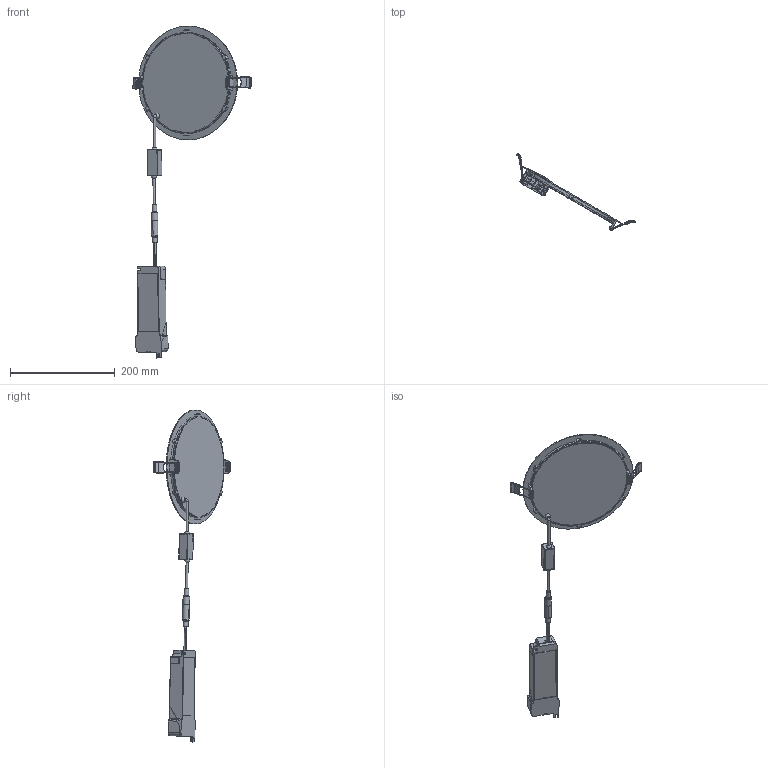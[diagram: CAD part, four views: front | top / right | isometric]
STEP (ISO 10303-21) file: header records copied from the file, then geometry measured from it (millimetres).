
FILE_DESCRIPTION (( 'STEP AP214' ), '1' );
FILE_NAME ('DL_SLIM_ALU_DN205.STEP', '2024-10-30T13:31:05', ( '' ), ( '' ), 'SwSTEP 2.0', 'SolidWorks 2022', '' );
FILE_SCHEMA (( 'AUTOMOTIVE_DESIGN' ));
Length unit declared in the file: millimetre
Products named in the file (1): DL_SLIM_ALU_DN205
Bounding box: 225.71 x 146.67 x 632.44 mm (x, y, z)
Volume: 135952.4 mm3; surface area: 235478.2 mm2
Topology: 16 solids, 16 shells, 1174 faces, 3101 edges, 1919 vertices
Faces by surface type: plane 393, cylinder 392, bspline 192, torus 120, sphere 47, cone 30
Full cylindrical faces by diameter (mm): 4.2 x3, 5.35 x1, 7.8 x1, 8.105 x1, 8.5 x1, 9.35 x1, 12.5 x1
Entity records: 65060 total; most frequent: CARTESIAN_POINT 25481, ORIENTED_EDGE 6066, DIRECTION 4851, EDGE_CURVE 3033, VERTEX_POINT 1912, AXIS2_PLACEMENT_3D 1794, VECTOR 1263, LINE 1263
